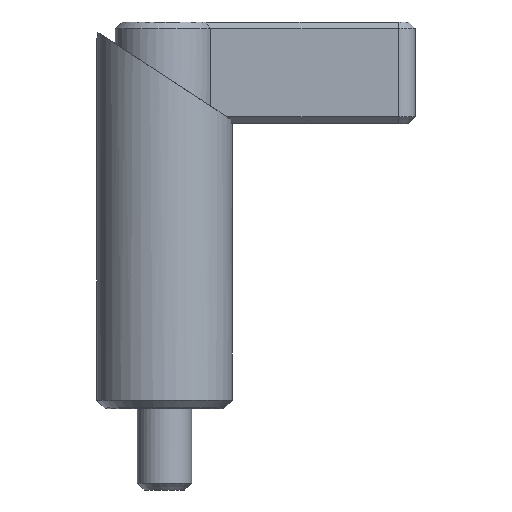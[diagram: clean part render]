
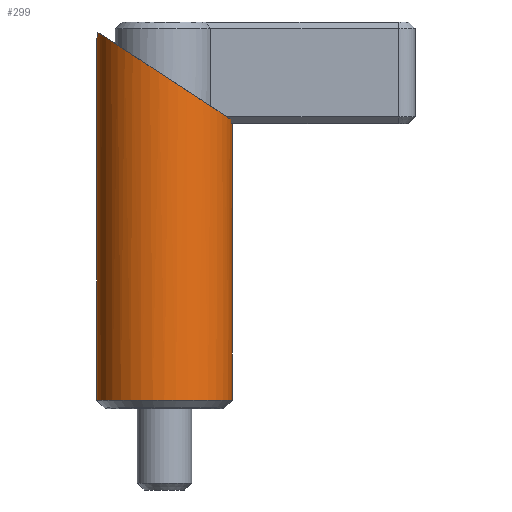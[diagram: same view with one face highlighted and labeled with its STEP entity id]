
A CAD part, front view. The second image highlights one B-rep face of the part: STEP entity #299.
In plain terms, the highlighted cylindrical face has radius 10 mm (diameter 20 mm), a partial arc.
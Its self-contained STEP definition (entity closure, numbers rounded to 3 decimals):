
#195=VERTEX_POINT('',#518);
#203=EDGE_CURVE('',#205,#347,#527,.T.);
#205=VERTEX_POINT('',#529);
#283=EDGE_CURVE('',#205,#195,#616,.T.);
#299=ADVANCED_FACE('',(#637),#638,.T.);
#329=VERTEX_POINT('',#670);
#347=VERTEX_POINT('',#690);
#421=EDGE_CURVE('',#329,#479,#773,.T.);
#451=EDGE_CURVE('',#479,#347,#808,.T.);
#469=EDGE_CURVE('',#329,#195,#827,.T.);
#479=VERTEX_POINT('',#839);
#518=CARTESIAN_POINT('',(10.,0.,1.25));
#527=LINE('',#888,#889);
#529=CARTESIAN_POINT('',(-10.,0.,1.25));
#616=CIRCLE('',#1007,10.);
#637=FACE_OUTER_BOUND('',#1030,.T.);
#638=CYLINDRICAL_SURFACE('',#1031,10.);
#670=CARTESIAN_POINT('',(10.,0.,42.5));
#690=CARTESIAN_POINT('',(-10.,0.,54.238));
#773=ELLIPSE('',#1221,11.954,10.);
#808=B_SPLINE_CURVE_WITH_KNOTS('',3,(#1265,#1266,#1267,#1268,#1269,#1270,#1271,#1272,#1273,#1274,#1275,#1276,#1277,#1278),.UNSPECIFIED.,.F.,.F.,(4,2,2,2,2,2,4),(0.938,1.236,1.648,2.06,2.472,2.884,3.296),.UNSPECIFIED.);
#827=LINE('',#1309,#1310);
#839=CARTESIAN_POINT('',(-9.805,-1.964,55.472));
#888=CARTESIAN_POINT('',(-10.,0.,28.425));
#889=VECTOR('',#1349,1.0);
#1007=AXIS2_PLACEMENT_3D('',#1453,#1454,#1455);
#1030=EDGE_LOOP('',(#1495,#1496,#1497,#1498,#1499));
#1031=AXIS2_PLACEMENT_3D('',#1500,#1501,#1502);
#1221=AXIS2_PLACEMENT_3D('',#1664,#1665,#1666);
#1265=CARTESIAN_POINT('',(-9.805,-1.964,55.472));
#1266=CARTESIAN_POINT('',(-9.814,-1.919,55.378));
#1267=CARTESIAN_POINT('',(-9.824,-1.867,55.286));
#1268=CARTESIAN_POINT('',(-9.85,-1.729,55.082));
#1269=CARTESIAN_POINT('',(-9.865,-1.638,54.973));
#1270=CARTESIAN_POINT('',(-9.896,-1.445,54.779));
#1271=CARTESIAN_POINT('',(-9.911,-1.336,54.689));
#1272=CARTESIAN_POINT('',(-9.94,-1.098,54.529));
#1273=CARTESIAN_POINT('',(-9.954,-0.97,54.46));
#1274=CARTESIAN_POINT('',(-9.976,-0.701,54.348));
#1275=CARTESIAN_POINT('',(-9.985,-0.561,54.306));
#1276=CARTESIAN_POINT('',(-9.997,-0.279,54.251));
#1277=CARTESIAN_POINT('',(-10.,-0.137,54.238));
#1278=CARTESIAN_POINT('',(-10.,0.,54.238));
#1309=CARTESIAN_POINT('',(10.,0.,28.425));
#1310=VECTOR('',#1735,1.0);
#1349=DIRECTION('',(0.,0.,1.0));
#1453=CARTESIAN_POINT('',(0.,0.,1.25));
#1454=DIRECTION('',(0.,0.,1.0));
#1455=DIRECTION('',(-1.0,0.,0.));
#1495=ORIENTED_EDGE('',*,*,#203,.F.);
#1496=ORIENTED_EDGE('',*,*,#283,.T.);
#1497=ORIENTED_EDGE('',*,*,#469,.F.);
#1498=ORIENTED_EDGE('',*,*,#421,.T.);
#1499=ORIENTED_EDGE('',*,*,#451,.T.);
#1500=CARTESIAN_POINT('',(0.,0.,28.425));
#1501=DIRECTION('',(0.,0.,-1.0));
#1502=DIRECTION('',(-1.0,0.,0.));
#1664=CARTESIAN_POINT('',(0.,0.,49.05));
#1665=DIRECTION('',(-0.548,0.,-0.837));
#1666=DIRECTION('',(-0.837,0.,0.548));
#1735=DIRECTION('',(0.,0.,-1.0));
